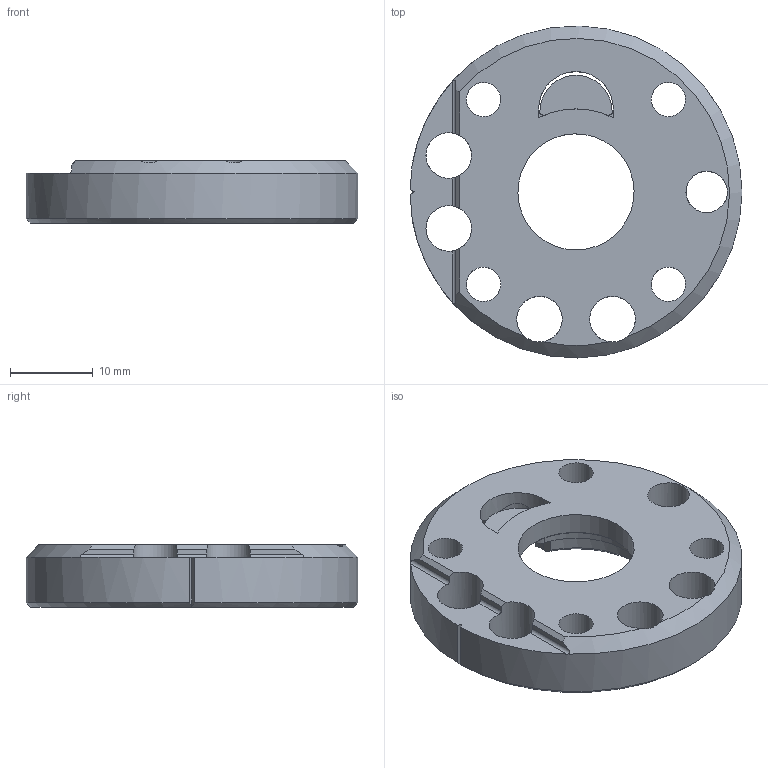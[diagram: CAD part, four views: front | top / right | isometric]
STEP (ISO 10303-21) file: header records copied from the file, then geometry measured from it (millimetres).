
FILE_DESCRIPTION(/* description */ (''),/* implementation_level */ '2;1');
FILE_NAME(/* name */ 'link5.stp',/* time_stamp */ '2014-03-11T12:47:39+01:00',/* author */ ('user'),/* organization */ (''),/* preprocessor_version */ 'ST-DEVELOPER v15.2',/* originating_system */ 'Autodesk Inventor 2014',/* authorisation */ '');
FILE_SCHEMA (('AUTOMOTIVE_DESIGN { 1 0 10303 214 3 1 1 }'));
Length unit declared in the file: millimetre
Products named in the file (1): link5
Bounding box: 40 x 40 x 7.5 mm (x, y, z)
Volume: 5614.7 mm3; surface area: 4666.3 mm2
Topology: 1 solids, 1 shells, 75 faces, 237 edges, 155 vertices
Faces by surface type: cylinder 39, plane 25, cone 8, torus 3
Full cylindrical faces by diameter (mm): 1.3 x2, 4.134 x4, 5 x1, 5.5 x4, 14 x1, 15 x1, 20 x1
Entity records: 2809 total; most frequent: CARTESIAN_POINT 641, DIRECTION 442, ORIENTED_EDGE 414, EDGE_CURVE 207, AXIS2_PLACEMENT_3D 187, VERTEX_POINT 144, EDGE_LOOP 115, CIRCLE 108
